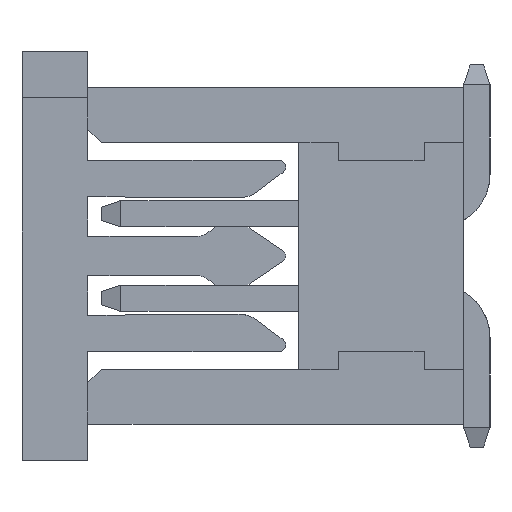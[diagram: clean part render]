
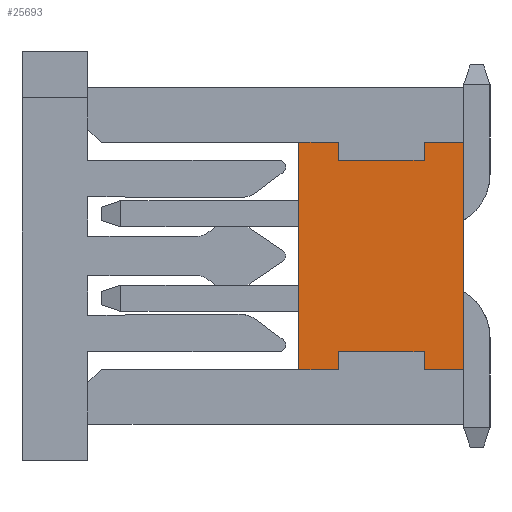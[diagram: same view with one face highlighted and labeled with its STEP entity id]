
A CAD part, left-side view. The second image highlights one B-rep face of the part: STEP entity #25693.
In plain terms, the highlighted planar face has unit normal (-1, 0, 0).
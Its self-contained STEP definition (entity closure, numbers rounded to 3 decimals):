
#8303=CARTESIAN_POINT('',(0.,0.,-20.955));
#8304=VERTEX_POINT('',#8303);
#8314=CARTESIAN_POINT('',(0.,0.,-108.585));
#8315=VERTEX_POINT('',#8314);
#8316=CARTESIAN_POINT('',(0.,0.,-20.955));
#8317=CARTESIAN_POINT('',(0.,0.,-38.481));
#8318=CARTESIAN_POINT('',(0.,0.,-56.007));
#8319=CARTESIAN_POINT('',(0.,0.,-73.533));
#8320=CARTESIAN_POINT('',(0.,0.,-91.059));
#8321=CARTESIAN_POINT('',(0.,0.,-108.585));
#8322=B_SPLINE_CURVE_WITH_KNOTS('',5,(#8316,#8317,#8318,#8319,#8320,#8321),.UNSPECIFIED.,.F.,.U.,(6,6),(0.,3.45),.UNSPECIFIED.);
#8323=EDGE_CURVE('',#8304,#8315,#8322,.T.);
#13549=CARTESIAN_POINT('',(0.,63.5,-108.585));
#13550=VERTEX_POINT('',#13549);
#13560=CARTESIAN_POINT('',(0.,63.5,-20.955));
#13561=VERTEX_POINT('',#13560);
#13562=CARTESIAN_POINT('',(0.,63.5,-20.955));
#13563=CARTESIAN_POINT('',(0.,63.5,-38.481));
#13564=CARTESIAN_POINT('',(0.,63.5,-56.007));
#13565=CARTESIAN_POINT('',(0.,63.5,-73.533));
#13566=CARTESIAN_POINT('',(0.,63.5,-91.059));
#13567=CARTESIAN_POINT('',(0.,63.5,-108.585));
#13568=B_SPLINE_CURVE_WITH_KNOTS('',5,(#13562,#13563,#13564,#13565,#13566,#13567),.UNSPECIFIED.,.F.,.U.,(6,6),(0.,3.45),.UNSPECIFIED.);
#13569=EDGE_CURVE('',#13561,#13550,#13568,.T.);
#25255=CARTESIAN_POINT('',(0.,15.24,-20.955));
#25256=VERTEX_POINT('',#25255);
#25266=CARTESIAN_POINT('',(0.,15.24,-20.955));
#25267=CARTESIAN_POINT('',(0.,12.192,-20.955));
#25268=CARTESIAN_POINT('',(0.,9.144,-20.955));
#25269=CARTESIAN_POINT('',(0.,6.096,-20.955));
#25270=CARTESIAN_POINT('',(0.,3.048,-20.955));
#25271=CARTESIAN_POINT('',(0.,0.,-20.955));
#25272=B_SPLINE_CURVE_WITH_KNOTS('',5,(#25266,#25267,#25268,#25269,#25270,#25271),.UNSPECIFIED.,.F.,.U.,(6,6),(0.,0.6),.UNSPECIFIED.);
#25273=EDGE_CURVE('',#25256,#8304,#25272,.T.);
#25588=CARTESIAN_POINT('',(0.,31.75,-64.77));
#25589=DIRECTION('',(0.,0.,1.));
#25590=DIRECTION('',(-1.,0.,0.));
#25591=AXIS2_PLACEMENT_3D('',#25588,#25590,#25589);
#25592=PLANE('',#25591);
#25593=CARTESIAN_POINT('',(0.,48.26,-101.6));
#25594=VERTEX_POINT('',#25593);
#25595=CARTESIAN_POINT('',(0.,15.24,-101.6));
#25596=VERTEX_POINT('',#25595);
#25597=CARTESIAN_POINT('',(0.,48.26,-101.6));
#25598=CARTESIAN_POINT('',(0.,41.656,-101.6));
#25599=CARTESIAN_POINT('',(0.,35.052,-101.6));
#25600=CARTESIAN_POINT('',(0.,28.448,-101.6));
#25601=CARTESIAN_POINT('',(0.,21.844,-101.6));
#25602=CARTESIAN_POINT('',(0.,15.24,-101.6));
#25603=B_SPLINE_CURVE_WITH_KNOTS('',5,(#25597,#25598,#25599,#25600,#25601,#25602),.UNSPECIFIED.,.F.,.U.,(6,6),(0.,1.3),.UNSPECIFIED.);
#25604=EDGE_CURVE('',#25594,#25596,#25603,.T.);
#25605=ORIENTED_EDGE('',*,*,#25604,.T.);
#25606=CARTESIAN_POINT('',(0.,15.24,-108.585));
#25607=VERTEX_POINT('',#25606);
#25608=CARTESIAN_POINT('',(0.,15.24,-101.6));
#25609=CARTESIAN_POINT('',(0.,15.24,-102.997));
#25610=CARTESIAN_POINT('',(0.,15.24,-104.394));
#25611=CARTESIAN_POINT('',(0.,15.24,-105.791));
#25612=CARTESIAN_POINT('',(0.,15.24,-107.188));
#25613=CARTESIAN_POINT('',(0.,15.24,-108.585));
#25614=B_SPLINE_CURVE_WITH_KNOTS('',5,(#25608,#25609,#25610,#25611,#25612,#25613),.UNSPECIFIED.,.F.,.U.,(6,6),(0.,0.275),.UNSPECIFIED.);
#25615=EDGE_CURVE('',#25596,#25607,#25614,.T.);
#25616=ORIENTED_EDGE('',*,*,#25615,.T.);
#25617=CARTESIAN_POINT('',(0.,15.24,-108.585));
#25618=CARTESIAN_POINT('',(0.,12.192,-108.585));
#25619=CARTESIAN_POINT('',(0.,9.144,-108.585));
#25620=CARTESIAN_POINT('',(0.,6.096,-108.585));
#25621=CARTESIAN_POINT('',(0.,3.048,-108.585));
#25622=CARTESIAN_POINT('',(0.,0.,-108.585));
#25623=B_SPLINE_CURVE_WITH_KNOTS('',5,(#25617,#25618,#25619,#25620,#25621,#25622),.UNSPECIFIED.,.F.,.U.,(6,6),(0.,0.6),.UNSPECIFIED.);
#25624=EDGE_CURVE('',#25607,#8315,#25623,.T.);
#25625=ORIENTED_EDGE('',*,*,#25624,.T.);
#25626=ORIENTED_EDGE('',*,*,#8323,.F.);
#25627=ORIENTED_EDGE('',*,*,#25273,.F.);
#25628=CARTESIAN_POINT('',(0.,15.24,-27.94));
#25629=VERTEX_POINT('',#25628);
#25630=CARTESIAN_POINT('',(0.,15.24,-20.955));
#25631=CARTESIAN_POINT('',(0.,15.24,-22.352));
#25632=CARTESIAN_POINT('',(0.,15.24,-23.749));
#25633=CARTESIAN_POINT('',(0.,15.24,-25.146));
#25634=CARTESIAN_POINT('',(0.,15.24,-26.543));
#25635=CARTESIAN_POINT('',(0.,15.24,-27.94));
#25636=B_SPLINE_CURVE_WITH_KNOTS('',5,(#25630,#25631,#25632,#25633,#25634,#25635),.UNSPECIFIED.,.F.,.U.,(6,6),(0.,0.275),.UNSPECIFIED.);
#25637=EDGE_CURVE('',#25256,#25629,#25636,.T.);
#25638=ORIENTED_EDGE('',*,*,#25637,.T.);
#25639=CARTESIAN_POINT('',(0.,48.26,-27.94));
#25640=VERTEX_POINT('',#25639);
#25641=CARTESIAN_POINT('',(0.,15.24,-27.94));
#25642=CARTESIAN_POINT('',(0.,21.844,-27.94));
#25643=CARTESIAN_POINT('',(0.,28.448,-27.94));
#25644=CARTESIAN_POINT('',(0.,35.052,-27.94));
#25645=CARTESIAN_POINT('',(0.,41.656,-27.94));
#25646=CARTESIAN_POINT('',(0.,48.26,-27.94));
#25647=B_SPLINE_CURVE_WITH_KNOTS('',5,(#25641,#25642,#25643,#25644,#25645,#25646),.UNSPECIFIED.,.F.,.U.,(6,6),(0.,1.3),.UNSPECIFIED.);
#25648=EDGE_CURVE('',#25629,#25640,#25647,.T.);
#25649=ORIENTED_EDGE('',*,*,#25648,.T.);
#25650=CARTESIAN_POINT('',(0.,48.26,-20.955));
#25651=VERTEX_POINT('',#25650);
#25652=CARTESIAN_POINT('',(0.,48.26,-27.94));
#25653=CARTESIAN_POINT('',(0.,48.26,-26.543));
#25654=CARTESIAN_POINT('',(0.,48.26,-25.146));
#25655=CARTESIAN_POINT('',(0.,48.26,-23.749));
#25656=CARTESIAN_POINT('',(0.,48.26,-22.352));
#25657=CARTESIAN_POINT('',(0.,48.26,-20.955));
#25658=B_SPLINE_CURVE_WITH_KNOTS('',5,(#25652,#25653,#25654,#25655,#25656,#25657),.UNSPECIFIED.,.F.,.U.,(6,6),(0.,0.275),.UNSPECIFIED.);
#25659=EDGE_CURVE('',#25640,#25651,#25658,.T.);
#25660=ORIENTED_EDGE('',*,*,#25659,.T.);
#25661=CARTESIAN_POINT('',(0.,48.26,-20.955));
#25662=CARTESIAN_POINT('',(0.,51.308,-20.955));
#25663=CARTESIAN_POINT('',(0.,54.356,-20.955));
#25664=CARTESIAN_POINT('',(0.,57.404,-20.955));
#25665=CARTESIAN_POINT('',(0.,60.452,-20.955));
#25666=CARTESIAN_POINT('',(0.,63.5,-20.955));
#25667=B_SPLINE_CURVE_WITH_KNOTS('',5,(#25661,#25662,#25663,#25664,#25665,#25666),.UNSPECIFIED.,.F.,.U.,(6,6),(0.,0.6),.UNSPECIFIED.);
#25668=EDGE_CURVE('',#25651,#13561,#25667,.T.);
#25669=ORIENTED_EDGE('',*,*,#25668,.T.);
#25670=ORIENTED_EDGE('',*,*,#13569,.T.);
#25671=CARTESIAN_POINT('',(0.,48.26,-108.585));
#25672=VERTEX_POINT('',#25671);
#25673=CARTESIAN_POINT('',(0.,63.5,-108.585));
#25674=CARTESIAN_POINT('',(0.,60.452,-108.585));
#25675=CARTESIAN_POINT('',(0.,57.404,-108.585));
#25676=CARTESIAN_POINT('',(0.,54.356,-108.585));
#25677=CARTESIAN_POINT('',(0.,51.308,-108.585));
#25678=CARTESIAN_POINT('',(0.,48.26,-108.585));
#25679=B_SPLINE_CURVE_WITH_KNOTS('',5,(#25673,#25674,#25675,#25676,#25677,#25678),.UNSPECIFIED.,.F.,.U.,(6,6),(0.,0.6),.UNSPECIFIED.);
#25680=EDGE_CURVE('',#13550,#25672,#25679,.T.);
#25681=ORIENTED_EDGE('',*,*,#25680,.T.);
#25682=CARTESIAN_POINT('',(0.,48.26,-108.585));
#25683=CARTESIAN_POINT('',(0.,48.26,-107.188));
#25684=CARTESIAN_POINT('',(0.,48.26,-105.791));
#25685=CARTESIAN_POINT('',(0.,48.26,-104.394));
#25686=CARTESIAN_POINT('',(0.,48.26,-102.997));
#25687=CARTESIAN_POINT('',(0.,48.26,-101.6));
#25688=B_SPLINE_CURVE_WITH_KNOTS('',5,(#25682,#25683,#25684,#25685,#25686,#25687),.UNSPECIFIED.,.F.,.U.,(6,6),(0.,0.275),.UNSPECIFIED.);
#25689=EDGE_CURVE('',#25672,#25594,#25688,.T.);
#25690=ORIENTED_EDGE('',*,*,#25689,.T.);
#25691=EDGE_LOOP('',(#25605,#25616,#25625,#25626,#25627,#25638,#25649,#25660,#25669,#25670,#25681,#25690));
#25692=FACE_OUTER_BOUND('',#25691,.T.);
#25693=ADVANCED_FACE('',(#25692),#25592,.T.);
